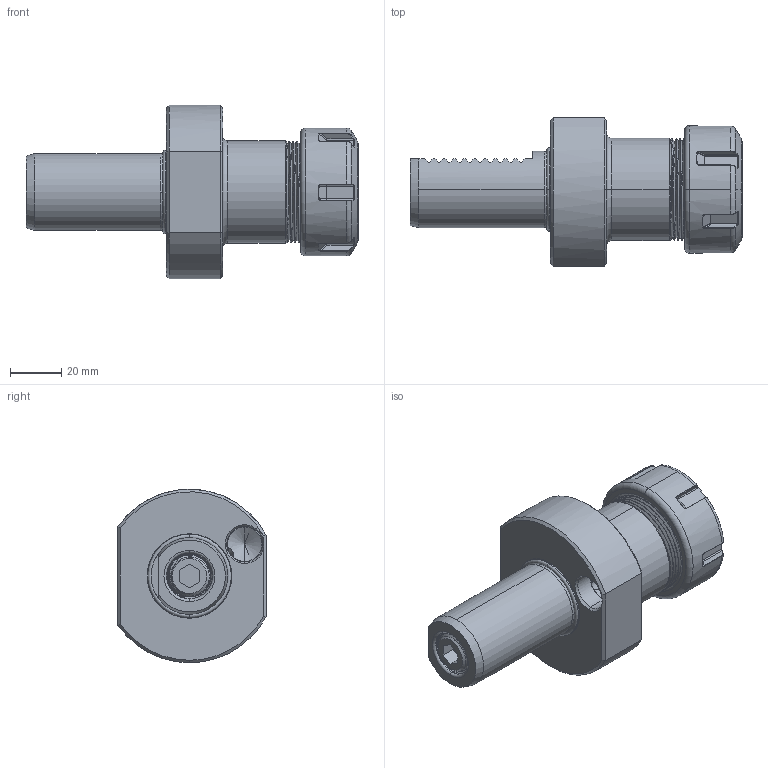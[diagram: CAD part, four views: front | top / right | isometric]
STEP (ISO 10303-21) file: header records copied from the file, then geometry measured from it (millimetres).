
FILE_DESCRIPTION (( 'STEP AP203' ), '1' );
FILE_NAME ('309.02.20.STEP', '2016-11-26T07:06:35', ( '' ), ( '' ), 'SwSTEP 2.0', 'SolidWorks 2012', '' );
FILE_SCHEMA (( 'CONFIG_CONTROL_DESIGN' ));
Products named in the file (6): 管螺文螺絲8分之3; 管螺文螺絲; 309.02.20; 2-01.100.0320230C7_ER32螺帽(六溝); O型環; VDI30       ER32
Assembly tree (5 placements, depth 2):
  309.02.20
    VDI30       ER32
    O型環
    管螺文螺絲
    管螺文螺絲8分之3
    2-01.100.0320230C7_ER32螺帽(六溝)
Bounding box: 130 x 58 x 68 mm (x, y, z)
Volume: 138927.9 mm3; surface area: 44262 mm2
Topology: 5 solids, 5 shells, 457 faces, 1174 edges, 726 vertices
Faces by surface type: cylinder 137, plane 110, bspline 82, cone 81, torus 46, sphere 1
Entity records: 47737 total; most frequent: CARTESIAN_POINT 37481, ORIENTED_EDGE 2344, DIRECTION 1565, EDGE_CURVE 1172, VERTEX_POINT 726, AXIS2_PLACEMENT_3D 596, EDGE_LOOP 468, ADVANCED_FACE 457
